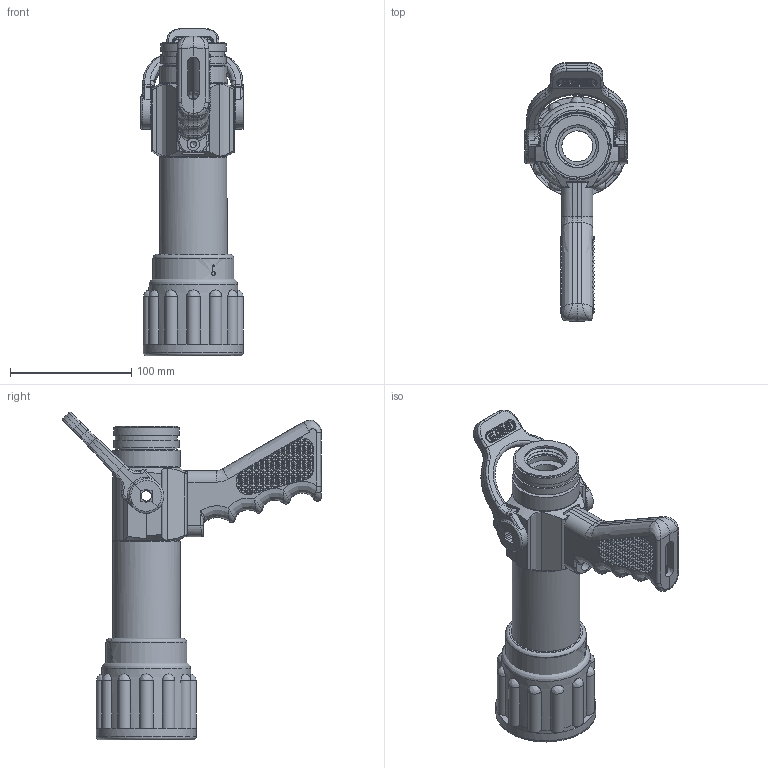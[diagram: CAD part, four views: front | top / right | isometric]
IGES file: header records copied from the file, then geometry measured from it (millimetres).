
Global section: file name: SM-3-FG.igs; preprocessor: I-DEAS 3D IGES Translator 15; date: 20130614.133942; units: inch
Bounding box: 84.71 x 213.04 x 269.59 mm (x, y, z)
Volume: 439388.3 mm3; surface area: 188430.5 mm2
Topology: 8 solids, 8 shells, 2361 faces, 4439 edges, 2082 vertices
Faces by surface type: bspline 2361
